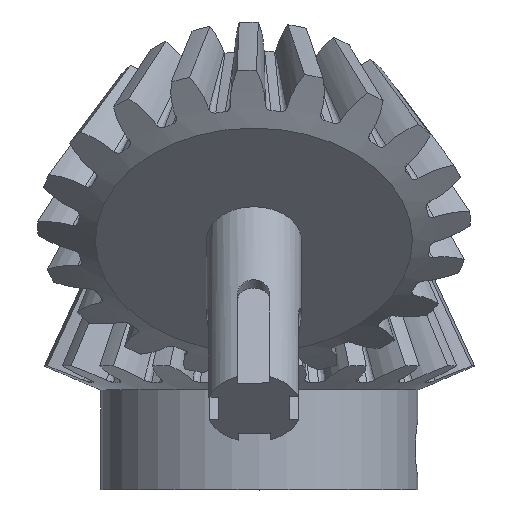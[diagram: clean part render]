
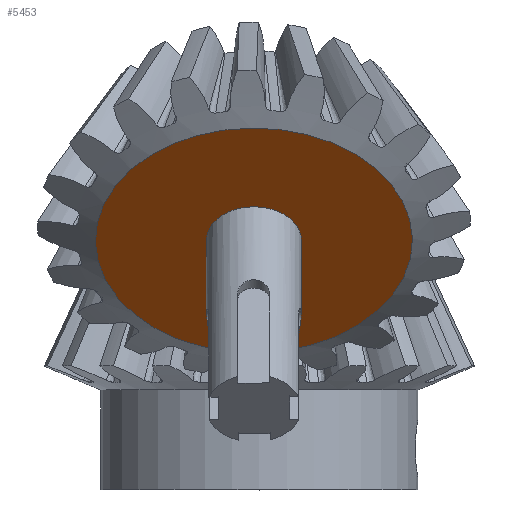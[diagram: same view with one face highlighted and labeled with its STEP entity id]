
A CAD part, top view. The second image highlights one B-rep face of the part: STEP entity #5453.
In plain terms, the highlighted planar face has unit normal (0, -0.707, 0.707).
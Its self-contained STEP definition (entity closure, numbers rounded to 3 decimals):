
#27=FACE_BOUND('',#958,.T.);
#139=PLANE('',#5783);
#397=CIRCLE('',#5764,6.);
#403=CIRCLE('',#5784,20.);
#655=FACE_OUTER_BOUND('',#957,.T.);
#957=EDGE_LOOP('',(#4520));
#958=EDGE_LOOP('',(#4521));
#2340=VERTEX_POINT('',#13737);
#2360=VERTEX_POINT('',#13832);
#3088=EDGE_CURVE('',#2340,#2340,#397,.T.);
#3121=EDGE_CURVE('',#2360,#2360,#403,.T.);
#4520=ORIENTED_EDGE('',*,*,#3121,.T.);
#4521=ORIENTED_EDGE('',*,*,#3088,.F.);
#5453=ADVANCED_FACE('',(#655,#27),#139,.T.);
#5764=AXIS2_PLACEMENT_3D('',#13739,#6376,#6377);
#5783=AXIS2_PLACEMENT_3D('',#13831,#6438,#6439);
#5784=AXIS2_PLACEMENT_3D('',#13833,#6440,#6441);
#6376=DIRECTION('center_axis',(0.,-0.707,
0.707));
#6377=DIRECTION('ref_axis',(0.189,-0.694,-0.694));
#6438=DIRECTION('center_axis',(0.,-0.707,
0.707));
#6439=DIRECTION('ref_axis',(1.,0.005,0.005));
#6440=DIRECTION('center_axis',(0.,-0.707,
0.707));
#6441=DIRECTION('ref_axis',(0.189,-0.694,-0.694));
#13737=CARTESIAN_POINT('',(-6.694,31.336,45.465));
#13739=CARTESIAN_POINT('Origin',(-0.695,31.366,45.495));
#13831=CARTESIAN_POINT('Origin',(-0.695,31.366,45.495));
#13832=CARTESIAN_POINT('',(3.087,17.479,31.608));
#13833=CARTESIAN_POINT('Origin',(-0.695,31.366,45.495));
